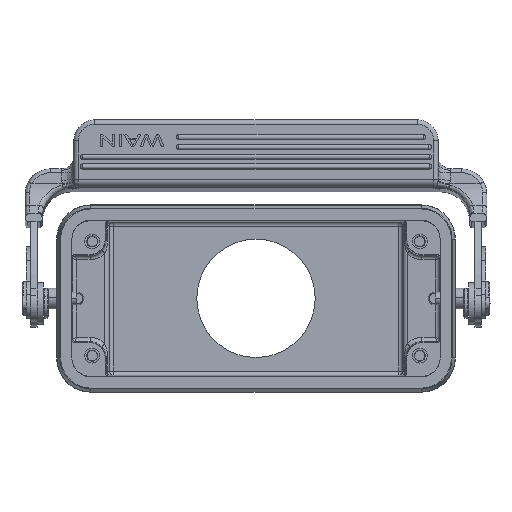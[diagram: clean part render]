
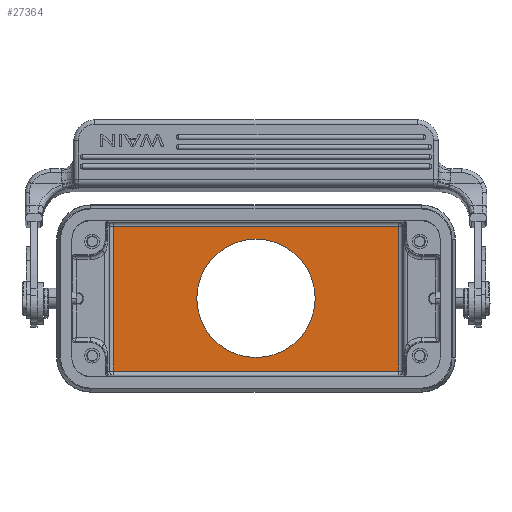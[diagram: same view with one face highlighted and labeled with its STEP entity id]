
A CAD part, front view. The second image highlights one B-rep face of the part: STEP entity #27364.
In plain terms, the highlighted planar face has unit normal (0, -1, 0).
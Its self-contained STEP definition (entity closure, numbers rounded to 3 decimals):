
#6862=DIRECTION('',(1.,0.,0.));
#6863=VECTOR('',#6862,67.5);
#6864=CARTESIAN_POINT('',(-33.75,42.,-17.142));
#6865=LINE('',#6864,#6863);
#6881=DIRECTION('',(0.,0.,-1.));
#6882=VECTOR('',#6881,34.284);
#6883=CARTESIAN_POINT('',(-33.75,42.,17.142));
#6884=LINE('',#6883,#6882);
#7136=DIRECTION('',(-1.,0.,0.));
#7137=VECTOR('',#7136,67.5);
#7138=CARTESIAN_POINT('',(33.75,42.,17.142));
#7139=LINE('',#7138,#7137);
#7144=CARTESIAN_POINT('',(0.,42.,0.049));
#7145=DIRECTION('',(0.,-1.,0.));
#7146=DIRECTION('',(1.,0.,0.));
#7147=AXIS2_PLACEMENT_3D('',#7144,#7145,#7146);
#7149=CARTESIAN_POINT('',(0.,42.,0.049));
#7150=DIRECTION('',(0.,-1.,0.));
#7151=DIRECTION('',(-1.,0.,0.));
#7152=AXIS2_PLACEMENT_3D('',#7149,#7150,#7151);
#7158=DIRECTION('',(0.,0.,1.));
#7159=VECTOR('',#7158,34.284);
#7160=CARTESIAN_POINT('',(33.75,42.,-17.142));
#7161=LINE('',#7160,#7159);
#14621=CARTESIAN_POINT('',(-33.75,42.,-17.142));
#14622=VERTEX_POINT('',#14621);
#14623=CARTESIAN_POINT('',(33.75,42.,-17.142));
#14624=VERTEX_POINT('',#14623);
#14627=CARTESIAN_POINT('',(-33.75,42.,17.142));
#14629=VERTEX_POINT('',#14627);
#14704=CARTESIAN_POINT('',(33.75,42.,17.142));
#14705=VERTEX_POINT('',#14704);
#14706=CARTESIAN_POINT('',(14.,42.,0.049));
#14707=CARTESIAN_POINT('',(-14.,42.,0.049));
#14708=VERTEX_POINT('',#14706);
#14709=VERTEX_POINT('',#14707);
#27346=CARTESIAN_POINT('',(43.75,42.,-18.5));
#27347=DIRECTION('',(0.,1.,0.));
#27348=DIRECTION('',(-1.,0.,0.));
#27349=AXIS2_PLACEMENT_3D('',#27346,#27347,#27348);
#27350=PLANE('',#27349);
#27351=ORIENTED_EDGE('',*,*,#27337,.F.);
#27353=ORIENTED_EDGE('',*,*,#27352,.F.);
#27354=ORIENTED_EDGE('',*,*,#26871,.F.);
#27355=ORIENTED_EDGE('',*,*,#26898,.F.);
#27356=EDGE_LOOP('',(#27351,#27353,#27354,#27355));
#27357=FACE_OUTER_BOUND('',#27356,.F.);
#27359=ORIENTED_EDGE('',*,*,#27358,.T.);
#27361=ORIENTED_EDGE('',*,*,#27360,.T.);
#27362=EDGE_LOOP('',(#27359,#27361));
#27363=FACE_BOUND('',#27362,.F.);
#27364=ADVANCED_FACE('',(#27357,#27363),#27350,.F.);
#7148=CIRCLE('',#7147,14.);
#7153=CIRCLE('',#7152,14.);
#26871=EDGE_CURVE('',#14622,#14624,#6865,.T.);
#26898=EDGE_CURVE('',#14629,#14622,#6884,.T.);
#27337=EDGE_CURVE('',#14705,#14629,#7139,.T.);
#27352=EDGE_CURVE('',#14624,#14705,#7161,.T.);
#27358=EDGE_CURVE('',#14708,#14709,#7148,.T.);
#27360=EDGE_CURVE('',#14709,#14708,#7153,.T.);
